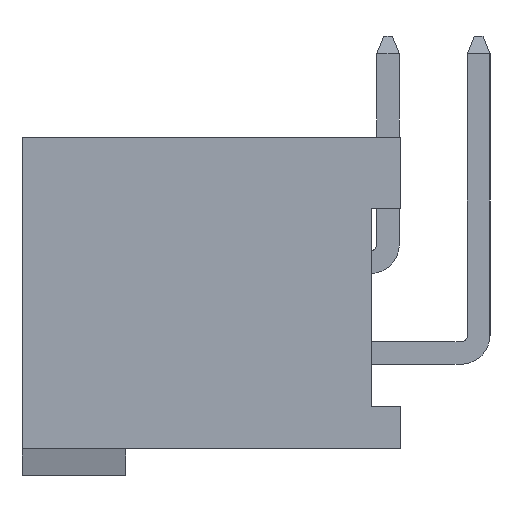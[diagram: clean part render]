
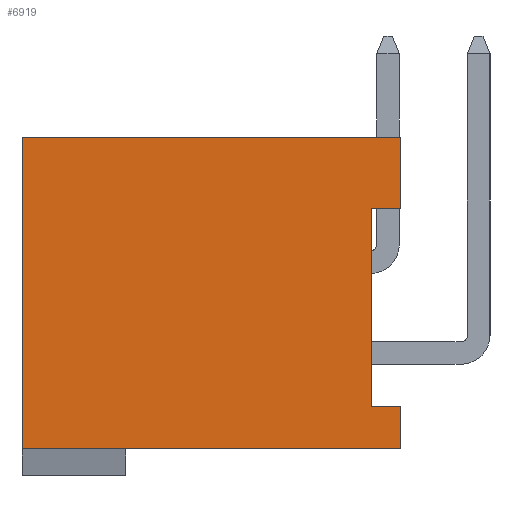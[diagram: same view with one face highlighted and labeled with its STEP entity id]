
A CAD part, left-side view. The second image highlights one B-rep face of the part: STEP entity #6919.
In plain terms, the highlighted planar face has unit normal (-1, 0, 0).
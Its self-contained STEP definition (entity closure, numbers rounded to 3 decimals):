
#709=DIRECTION('',(0.,0.,1.));
#710=VECTOR('',#709,2.05);
#711=CARTESIAN_POINT('',(-13.87,-5.45,2.825));
#712=LINE('',#711,#710);
#729=DIRECTION('',(0.,0.,1.));
#730=VECTOR('',#729,1.225);
#731=CARTESIAN_POINT('',(-13.87,-5.45,-4.1));
#732=LINE('',#731,#730);
#753=DIRECTION('',(0.,-1.,0.));
#754=VECTOR('',#753,10.9);
#755=CARTESIAN_POINT('',(-13.87,5.45,-4.1));
#756=LINE('',#755,#754);
#757=DIRECTION('',(0.,0.,1.));
#758=VECTOR('',#757,8.975);
#759=CARTESIAN_POINT('',(-13.87,5.45,-4.1));
#760=LINE('',#759,#758);
#761=DIRECTION('',(0.,1.,0.));
#762=VECTOR('',#761,0.85);
#763=CARTESIAN_POINT('',(-13.87,-5.45,2.825));
#764=LINE('',#763,#762);
#765=DIRECTION('',(0.,0.,1.));
#766=VECTOR('',#765,5.7);
#767=CARTESIAN_POINT('',(-13.87,-4.6,-2.875));
#768=LINE('',#767,#766);
#769=DIRECTION('',(0.,1.,0.));
#770=VECTOR('',#769,0.85);
#771=CARTESIAN_POINT('',(-13.87,-5.45,-2.875));
#772=LINE('',#771,#770);
#777=DIRECTION('',(0.,-1.,0.));
#778=VECTOR('',#777,10.9);
#779=CARTESIAN_POINT('',(-13.87,5.45,4.875));
#780=LINE('',#779,#778);
#4665=CARTESIAN_POINT('',(-13.87,5.45,4.875));
#4666=CARTESIAN_POINT('',(-13.87,-5.45,4.875));
#4667=VERTEX_POINT('',#4665);
#4668=VERTEX_POINT('',#4666);
#4685=CARTESIAN_POINT('',(-13.87,-5.45,-2.875));
#4686=CARTESIAN_POINT('',(-13.87,-4.6,-2.875));
#4687=VERTEX_POINT('',#4685);
#4688=VERTEX_POINT('',#4686);
#4689=CARTESIAN_POINT('',(-13.87,-4.6,2.825));
#4690=VERTEX_POINT('',#4689);
#4691=CARTESIAN_POINT('',(-13.87,-5.45,2.825));
#4692=VERTEX_POINT('',#4691);
#4779=CARTESIAN_POINT('',(-13.87,5.45,-4.1));
#4780=CARTESIAN_POINT('',(-13.87,-5.45,-4.1));
#4781=VERTEX_POINT('',#4779);
#4782=VERTEX_POINT('',#4780);
#6902=CARTESIAN_POINT('',(-13.87,5.45,-4.875));
#6903=DIRECTION('',(-1.,0.,0.));
#6904=DIRECTION('',(0.,-1.,0.));
#6905=AXIS2_PLACEMENT_3D('',#6902,#6903,#6904);
#6906=PLANE('',#6905);
#6907=ORIENTED_EDGE('',*,*,#6287,.F.);
#6908=ORIENTED_EDGE('',*,*,#6175,.T.);
#6910=ORIENTED_EDGE('',*,*,#6909,.T.);
#6911=ORIENTED_EDGE('',*,*,#6854,.F.);
#6912=ORIENTED_EDGE('',*,*,#6555,.T.);
#6913=ORIENTED_EDGE('',*,*,#6596,.F.);
#6915=ORIENTED_EDGE('',*,*,#6914,.F.);
#6916=ORIENTED_EDGE('',*,*,#6881,.F.);
#6917=EDGE_LOOP('',(#6907,#6908,#6910,#6911,#6912,#6913,#6915,#6916));
#6918=FACE_OUTER_BOUND('',#6917,.F.);
#6919=ADVANCED_FACE('',(#6918),#6906,.T.);
#6175=EDGE_CURVE('',#4781,#4667,#760,.T.);
#6287=EDGE_CURVE('',#4781,#4782,#756,.T.);
#6555=EDGE_CURVE('',#4692,#4690,#764,.T.);
#6596=EDGE_CURVE('',#4688,#4690,#768,.T.);
#6854=EDGE_CURVE('',#4692,#4668,#712,.T.);
#6881=EDGE_CURVE('',#4782,#4687,#732,.T.);
#6909=EDGE_CURVE('',#4667,#4668,#780,.T.);
#6914=EDGE_CURVE('',#4687,#4688,#772,.T.);
